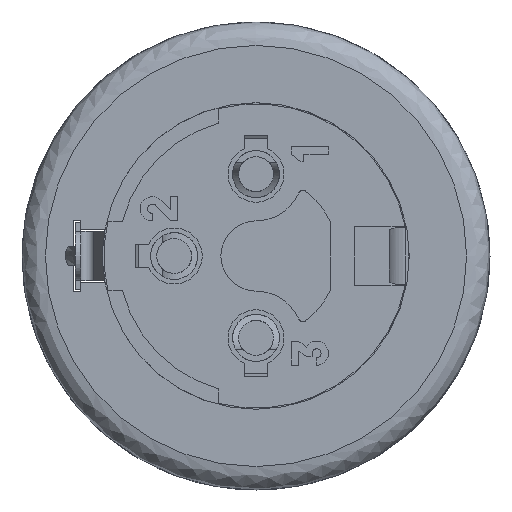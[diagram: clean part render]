
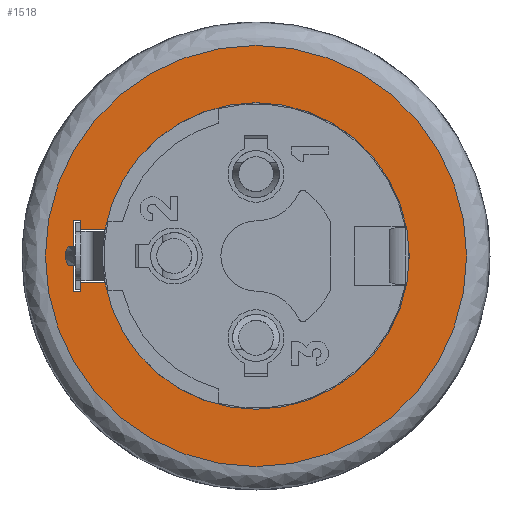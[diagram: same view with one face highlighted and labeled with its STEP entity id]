
A CAD part, left-side view. The second image highlights one B-rep face of the part: STEP entity #1518.
In plain terms, the highlighted planar face has unit normal (-1, 0, 0).
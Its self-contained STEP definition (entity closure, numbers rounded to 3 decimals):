
#1281=PLANE('',#7738);
#1518=ADVANCED_FACE('',(#2028,#2029),#1281,.T.);
#1904=CIRCLE('',#7735,9.);
#1905=CIRCLE('',#7736,6.55);
#1906=CIRCLE('',#7737,6.55);
#2028=FACE_BOUND('',#2278,.T.);
#2029=FACE_BOUND('',#2279,.T.);
#2278=EDGE_LOOP('',(#4550,#4551,#4552,#4553,#4554,#4555,#4556,#4557,#4558,
#4559,#4560,#4561,#4562));
#2279=EDGE_LOOP('',(#4563));
#2615=LINE('',#9920,#3135);
#2622=LINE('',#9937,#3142);
#2726=LINE('',#16307,#3246);
#2743=LINE('',#16342,#3263);
#2756=LINE('',#16595,#3276);
#2760=LINE('',#16604,#3280);
#2800=LINE('',#16789,#3320);
#2801=LINE('',#16790,#3321);
#2802=LINE('',#16794,#3322);
#2803=LINE('',#16795,#3323);
#3135=VECTOR('',#8218,1.);
#3142=VECTOR('',#8231,1.);
#3246=VECTOR('',#8439,1.);
#3263=VECTOR('',#8458,1.);
#3276=VECTOR('',#8527,1.);
#3280=VECTOR('',#8533,1.);
#3320=VECTOR('',#8693,1.);
#3321=VECTOR('',#8694,1.);
#3322=VECTOR('',#8699,1.);
#3323=VECTOR('',#8700,1.);
#4550=ORIENTED_EDGE('',*,*,#6373,.T.);
#4551=ORIENTED_EDGE('',*,*,#6386,.T.);
#4552=ORIENTED_EDGE('',*,*,#6825,.T.);
#4553=ORIENTED_EDGE('',*,*,#6750,.T.);
#4554=ORIENTED_EDGE('',*,*,#6826,.T.);
#4555=ORIENTED_EDGE('',*,*,#6682,.T.);
#4556=ORIENTED_EDGE('',*,*,#6827,.T.);
#4557=ORIENTED_EDGE('',*,*,#6828,.T.);
#4558=ORIENTED_EDGE('',*,*,#6699,.T.);
#4559=ORIENTED_EDGE('',*,*,#6829,.T.);
#4560=ORIENTED_EDGE('',*,*,#6746,.T.);
#4561=ORIENTED_EDGE('',*,*,#6830,.T.);
#4562=ORIENTED_EDGE('',*,*,#6378,.T.);
#4563=ORIENTED_EDGE('',*,*,#6824,.T.);
#5658=VERTEX_POINT('',#9885);
#5659=VERTEX_POINT('',#9886);
#5663=VERTEX_POINT('',#9921);
#5664=VERTEX_POINT('',#9928);
#5897=VERTEX_POINT('',#16306);
#5898=VERTEX_POINT('',#16308);
#5914=VERTEX_POINT('',#16341);
#5915=VERTEX_POINT('',#16343);
#5933=VERTEX_POINT('',#16593);
#5935=VERTEX_POINT('',#16596);
#5937=VERTEX_POINT('',#16602);
#5939=VERTEX_POINT('',#16605);
#5982=VERTEX_POINT('',#16767);
#5983=VERTEX_POINT('',#16792);
#6373=EDGE_CURVE('',#5658,#5659,#7259,.T.);
#6378=EDGE_CURVE('',#5663,#5658,#2615,.T.);
#6386=EDGE_CURVE('',#5659,#5664,#2622,.T.);
#6682=EDGE_CURVE('',#5898,#5897,#2726,.T.);
#6699=EDGE_CURVE('',#5915,#5914,#2743,.T.);
#6746=EDGE_CURVE('',#5935,#5933,#2756,.T.);
#6750=EDGE_CURVE('',#5939,#5937,#2760,.T.);
#6824=EDGE_CURVE('',#5982,#5982,#1904,.T.);
#6825=EDGE_CURVE('',#5664,#5939,#2800,.T.);
#6826=EDGE_CURVE('',#5937,#5898,#2801,.T.);
#6827=EDGE_CURVE('',#5897,#5983,#1905,.T.);
#6828=EDGE_CURVE('',#5983,#5915,#1906,.T.);
#6829=EDGE_CURVE('',#5914,#5935,#2802,.T.);
#6830=EDGE_CURVE('',#5933,#5663,#2803,.T.);
#7259=B_SPLINE_CURVE_WITH_KNOTS('',3,(#9881,#9882,#9883,#9884),
 .UNSPECIFIED.,.F.,.F.,(4,4),(0.,1.),.UNSPECIFIED.);
#7735=AXIS2_PLACEMENT_3D('',#16766,#8691,#8692);
#7736=AXIS2_PLACEMENT_3D('',#16791,#8695,#8696);
#7737=AXIS2_PLACEMENT_3D('',#16793,#8697,#8698);
#7738=AXIS2_PLACEMENT_3D('',#16796,#8701,#8702);
#8218=DIRECTION('',(0.,1.,0.));
#8231=DIRECTION('',(0.,-1.,0.));
#8439=DIRECTION('',(0.,-1.,0.));
#8458=DIRECTION('',(0.,1.,0.));
#8527=DIRECTION('',(0.,1.,0.));
#8533=DIRECTION('',(0.,-1.,0.));
#8691=DIRECTION('',(-1.,0.,0.));
#8692=DIRECTION('',(0.,0.,1.));
#8693=DIRECTION('',(0.,0.,1.));
#8694=DIRECTION('',(0.,0.,-1.));
#8695=DIRECTION('',(1.,0.,0.));
#8696=DIRECTION('',(0.,0.984,0.176));
#8697=DIRECTION('',(1.,0.,0.));
#8698=DIRECTION('',(0.,0.,1.));
#8699=DIRECTION('',(0.,0.,-1.));
#8700=DIRECTION('',(0.,0.,1.));
#8701=DIRECTION('',(-1.,0.,0.));
#8702=DIRECTION('',(0.,-1.,0.));
#9881=CARTESIAN_POINT('',(-61.727,-19.812,-0.4));
#9882=CARTESIAN_POINT('',(-61.727,-19.619,-0.168));
#9883=CARTESIAN_POINT('',(-61.727,-19.614,0.163));
#9884=CARTESIAN_POINT('',(-61.727,-19.812,0.4));
#9885=CARTESIAN_POINT('',(-61.727,-19.812,-0.4));
#9886=CARTESIAN_POINT('',(-61.727,-19.812,0.4));
#9920=CARTESIAN_POINT('',(-61.727,-17.915,-0.4));
#9921=CARTESIAN_POINT('',(-61.727,-20.015,-0.4));
#9928=CARTESIAN_POINT('',(-61.727,-20.015,0.4));
#9937=CARTESIAN_POINT('',(-61.727,-20.048,0.4));
#16306=CARTESIAN_POINT('',(-61.727,-21.367,1.15));
#16307=CARTESIAN_POINT('',(-61.727,-20.315,1.15));
#16308=CARTESIAN_POINT('',(-61.727,-20.315,1.15));
#16341=CARTESIAN_POINT('',(-61.727,-20.315,-1.15));
#16342=CARTESIAN_POINT('',(-61.727,-21.367,-1.15));
#16343=CARTESIAN_POINT('',(-61.727,-21.367,-1.15));
#16593=CARTESIAN_POINT('',(-61.727,-20.015,-1.5));
#16595=CARTESIAN_POINT('',(-61.727,-20.315,-1.5));
#16596=CARTESIAN_POINT('',(-61.727,-20.315,-1.5));
#16602=CARTESIAN_POINT('',(-61.727,-20.315,1.5));
#16604=CARTESIAN_POINT('',(-61.727,-20.015,1.5));
#16605=CARTESIAN_POINT('',(-61.727,-20.015,1.5));
#16766=CARTESIAN_POINT('',(-61.727,-27.815,0.));
#16767=CARTESIAN_POINT('',(-61.727,-27.815,9.));
#16789=CARTESIAN_POINT('',(-61.727,-20.015,-1.5));
#16790=CARTESIAN_POINT('',(-61.727,-20.315,1.5));
#16791=CARTESIAN_POINT('',(-61.727,-27.815,0.));
#16792=CARTESIAN_POINT('',(-61.727,-27.815,6.55));
#16793=CARTESIAN_POINT('',(-61.727,-27.815,0.));
#16794=CARTESIAN_POINT('',(-61.727,-20.315,-1.15));
#16795=CARTESIAN_POINT('',(-61.727,-20.015,-1.5));
#16796=CARTESIAN_POINT('',(-61.727,-17.915,-9.9));
